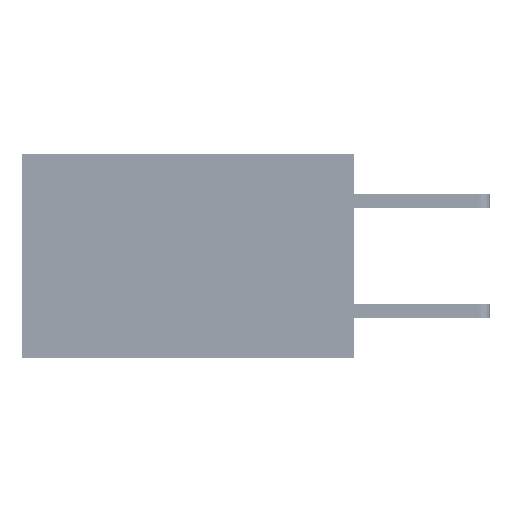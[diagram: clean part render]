
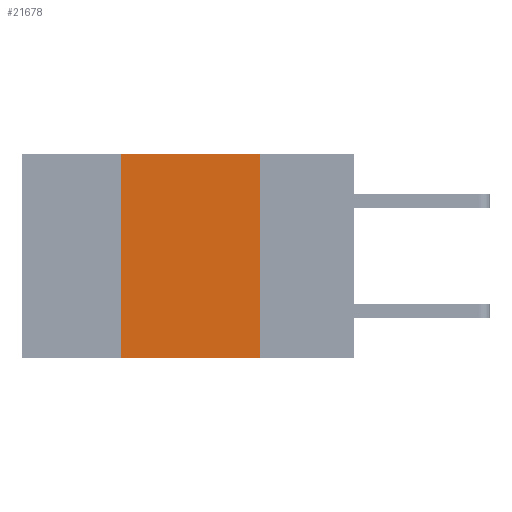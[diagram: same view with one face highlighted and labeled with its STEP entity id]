
A CAD part, left-side view. The second image highlights one B-rep face of the part: STEP entity #21678.
In plain terms, the highlighted planar face has unit normal (-1, 0, 0).
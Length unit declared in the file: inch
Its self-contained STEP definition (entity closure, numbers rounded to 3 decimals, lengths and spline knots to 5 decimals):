
#1425 = DIRECTION ( 'NONE',  ( 0., -1., 0. ) ) ;
#3811 = LINE ( 'NONE', #14843, #24175 ) ;
#4303 = VECTOR ( 'NONE', #1425, 39.37008 ) ;
#4311 = CARTESIAN_POINT ( 'NONE',  ( 0., 0.17, 0. ) ) ;
#5261 = VECTOR ( 'NONE', #22791, 39.37008 ) ;
#5852 = EDGE_CURVE ( 'NONE', #23501, #35994, #3811, .T. ) ;
#6616 = PLANE ( 'NONE',  #20999 ) ;
#10606 = CARTESIAN_POINT ( 'NONE',  ( 0., 0.42, -0.37 ) ) ;
#10677 = EDGE_CURVE ( 'NONE', #35994, #39911, #41460, .T. ) ;
#11281 = LINE ( 'NONE', #22559, #5261 ) ;
#13782 = CARTESIAN_POINT ( 'NONE',  ( 0., 0.17, 0. ) ) ;
#14532 = CARTESIAN_POINT ( 'NONE',  ( 0., 0.6, 0. ) ) ;
#14843 = CARTESIAN_POINT ( 'NONE',  ( 0., 0.42, 0. ) ) ;
#15732 = ORIENTED_EDGE ( 'NONE', *, *, #10677, .F. ) ;
#17176 = DIRECTION ( 'NONE',  ( 1., 0., 0. ) ) ;
#17383 = LINE ( 'NONE', #13782, #34799 ) ;
#18864 = CARTESIAN_POINT ( 'NONE',  ( 0., 0.42, 0. ) ) ;
#19720 = EDGE_CURVE ( 'NONE', #23501, #26233, #11281, .T. ) ;
#20779 = FACE_OUTER_BOUND ( 'NONE', #46082, .T. ) ;
#20999 = AXIS2_PLACEMENT_3D ( 'NONE', #14532, #17176, #32739 ) ;
#21678 = ADVANCED_FACE ( 'NONE', ( #20779 ), #6616, .F. ) ;
#22559 = CARTESIAN_POINT ( 'NONE',  ( 0., 0.6, -0.37 ) ) ;
#22791 = DIRECTION ( 'NONE',  ( 0., -1., 0. ) ) ;
#23501 = VERTEX_POINT ( 'NONE', #10606 ) ;
#24162 = EDGE_CURVE ( 'NONE', #39911, #26233, #17383, .T. ) ;
#24175 = VECTOR ( 'NONE', #29479, 39.37008 ) ;
#26233 = VERTEX_POINT ( 'NONE', #43680 ) ;
#28649 = DIRECTION ( 'NONE',  ( 0., 0., -1. ) ) ;
#29479 = DIRECTION ( 'NONE',  ( 0., 0., 1. ) ) ;
#32739 = DIRECTION ( 'NONE',  ( 0., 0., -1. ) ) ;
#32743 = ORIENTED_EDGE ( 'NONE', *, *, #5852, .F. ) ;
#34799 = VECTOR ( 'NONE', #28649, 39.37008 ) ;
#35994 = VERTEX_POINT ( 'NONE', #18864 ) ;
#37557 = ORIENTED_EDGE ( 'NONE', *, *, #24162, .F. ) ;
#39911 = VERTEX_POINT ( 'NONE', #4311 ) ;
#41460 = LINE ( 'NONE', #44354, #4303 ) ;
#42832 = ORIENTED_EDGE ( 'NONE', *, *, #19720, .T. ) ;
#43680 = CARTESIAN_POINT ( 'NONE',  ( 0., 0.17, -0.37 ) ) ;
#44354 = CARTESIAN_POINT ( 'NONE',  ( 0., 0.6, 0. ) ) ;
#46082 = EDGE_LOOP ( 'NONE', ( #37557, #15732, #32743, #42832 ) ) ;
